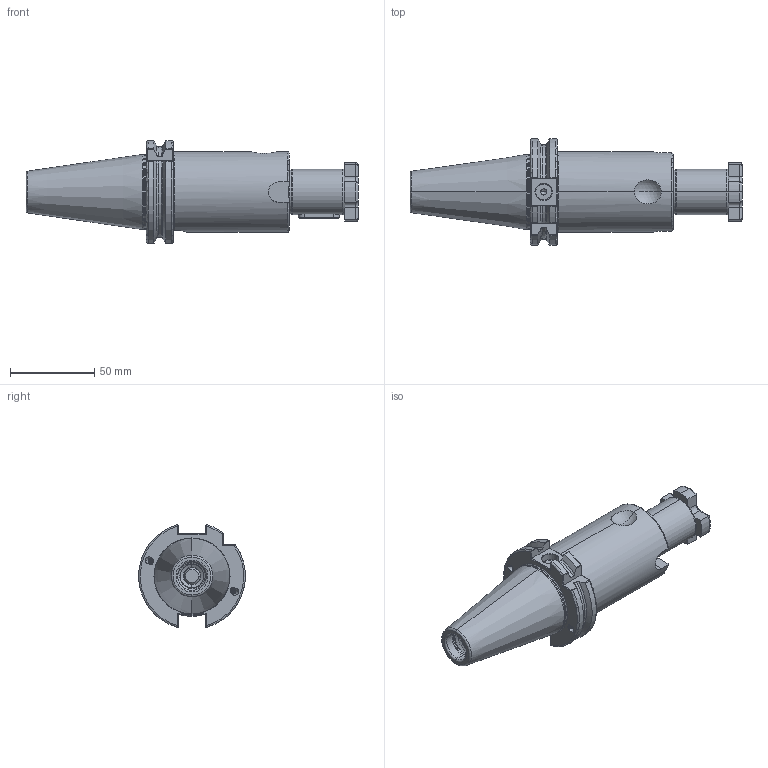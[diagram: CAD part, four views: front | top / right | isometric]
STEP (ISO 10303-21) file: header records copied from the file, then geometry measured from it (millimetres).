
FILE_DESCRIPTION (( 'STEP AP203' ), '1' );
FILE_NAME ('403.10.27.1.STEP', '2016-07-23T00:15:11', ( '' ), ( '' ), 'SwSTEP 2.0', 'SolidWorks 2012', '' );
FILE_SCHEMA (( 'CONFIG_CONTROL_DESIGN' ));
Length unit declared in the file: millimetre
Products named in the file (4): 403.10.27.1; SC27用鍵_7x7x25L; 十字螺絲FMB27
Assembly tree (3 placements, depth 2):
  403.10.27.1
    403.10.27.1
    十字螺絲FMB27
    SC27用鍵_7x7x25L
Bounding box: 197.4 x 63.33 x 61.24 mm (x, y, z)
Volume: 232627.8 mm3; surface area: 45077.2 mm2
Topology: 3 solids, 3 shells, 399 faces, 1056 edges, 658 vertices
Faces by surface type: cylinder 189, plane 81, torus 50, cone 43, bspline 34, sphere 2
Entity records: 26553 total; most frequent: CARTESIAN_POINT 17412, ORIENTED_EDGE 2092, DIRECTION 1569, EDGE_CURVE 1046, VERTEX_POINT 658, AXIS2_PLACEMENT_3D 603, EDGE_LOOP 412, FACE_OUTER_BOUND 399
